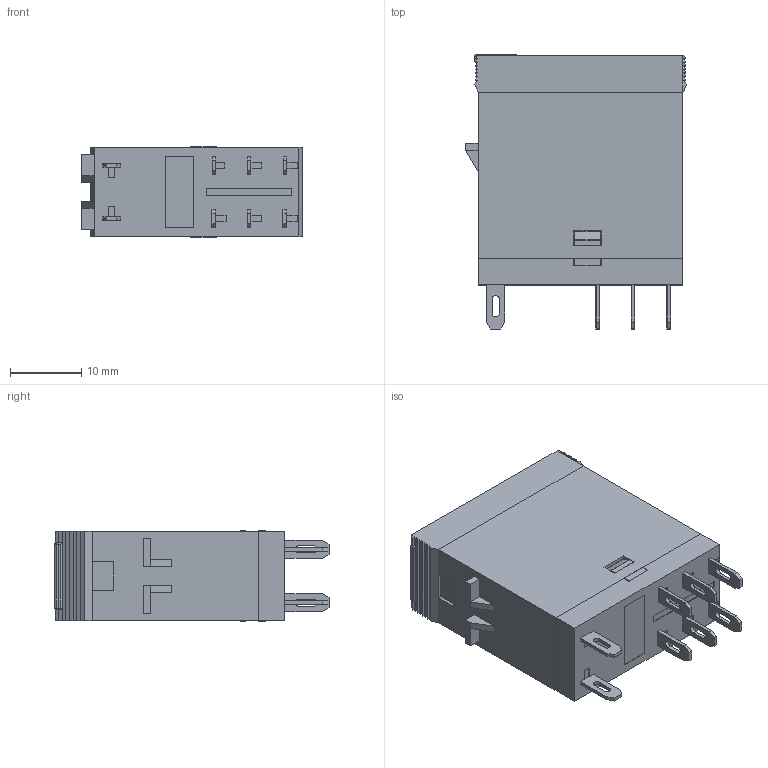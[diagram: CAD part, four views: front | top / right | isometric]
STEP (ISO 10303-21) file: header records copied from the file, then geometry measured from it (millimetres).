
FILE_DESCRIPTION (( 'STEP AP203' ), '1' );
FILE_NAME ('MPR-XXX.XLTU.STEP', '2022-01-19T03:16:24', ( '' ), ( '' ), 'SwSTEP 2.0', 'SolidWorks 2020', '' );
FILE_SCHEMA (( 'CONFIG_CONTROL_DESIGN' ));
Length unit declared in the file: millimetre
Products named in the file (3): MPR-XXX.XLTU; ������; ���������
Assembly tree (2 placements, depth 2):
  MPR-XXX.XLTU
    ������
    ���������
Bounding box: 31.11 x 38.55 x 12.7 mm (x, y, z)
Volume: 4464.7 mm3; surface area: 7475 mm2
Topology: 7 solids, 7 shells, 343 faces, 869 edges, 552 vertices
Faces by surface type: plane 260, cylinder 71, sphere 10, torus 2
Entity records: 10362 total; most frequent: CARTESIAN_POINT 1883, ORIENTED_EDGE 1726, DIRECTION 1589, EDGE_CURVE 863, VECTOR 753, LINE 753, VERTEX_POINT 552, AXIS2_PLACEMENT_3D 418
